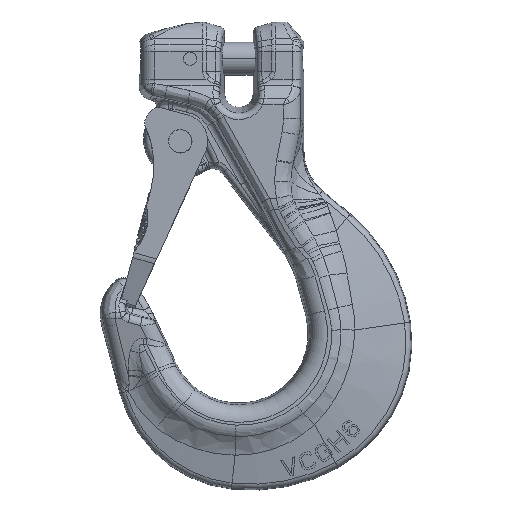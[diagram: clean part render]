
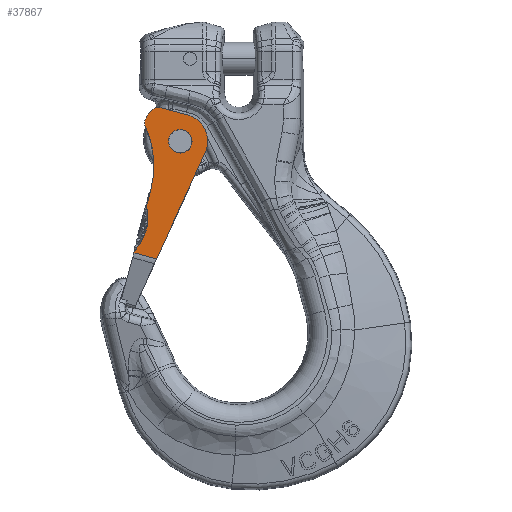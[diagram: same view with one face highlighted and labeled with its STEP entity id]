
A CAD part, top view. The second image highlights one B-rep face of the part: STEP entity #37867.
In plain terms, the highlighted face is planar.
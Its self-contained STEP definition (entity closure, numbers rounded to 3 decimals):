
#33754=CARTESIAN_POINT('',(-8.646,1.149,
10.494));
#33755=CARTESIAN_POINT('',(-8.893,1.453,
10.472));
#33756=CARTESIAN_POINT('',(-9.178,2.104,
10.447));
#33757=CARTESIAN_POINT('',(-9.171,2.815,
10.448));
#33758=CARTESIAN_POINT('',(-9.063,3.192,
10.457));
#33778=CARTESIAN_POINT('',(-8.285,5.109,
10.525));
#33779=CARTESIAN_POINT('',(-8.073,5.506,
10.544));
#33780=CARTESIAN_POINT('',(-7.503,6.056,
10.594));
#33781=CARTESIAN_POINT('',(-6.749,6.3,10.66));
#33782=CARTESIAN_POINT('',(-6.3,6.3,10.699));
#33794=CARTESIAN_POINT('',(-2.7,0.,11.014));
#33795=CARTESIAN_POINT('',(-2.7,0.318,11.014));
#33796=CARTESIAN_POINT('',(-2.585,1.006,
11.024));
#33797=CARTESIAN_POINT('',(-1.966,1.966,
11.078));
#33798=CARTESIAN_POINT('',(-1.167,2.481,
11.148));
#33799=CARTESIAN_POINT('',(-0.488,2.672,
11.207));
#33800=CARTESIAN_POINT('',(0.,2.714,11.25));
#33801=CARTESIAN_POINT('',(0.488,2.672,
11.293));
#33802=CARTESIAN_POINT('',(1.167,2.481,11.352));
#33803=CARTESIAN_POINT('',(1.966,1.966,11.422));
#33804=CARTESIAN_POINT('',(2.585,1.006,11.476));
#33805=CARTESIAN_POINT('',(2.7,0.318,11.486));
#33806=CARTESIAN_POINT('',(2.7,0.,11.486));
#33808=CARTESIAN_POINT('',(2.7,0.,11.486));
#33809=CARTESIAN_POINT('',(2.7,-0.318,11.486));
#33810=CARTESIAN_POINT('',(2.585,-1.006,
11.476));
#33811=CARTESIAN_POINT('',(1.966,-1.966,
11.422));
#33812=CARTESIAN_POINT('',(1.167,-2.481,
11.352));
#33813=CARTESIAN_POINT('',(0.488,-2.672,
11.293));
#33814=CARTESIAN_POINT('',(0.,-2.714,11.25));
#33815=CARTESIAN_POINT('',(-0.488,-2.672,
11.207));
#33816=CARTESIAN_POINT('',(-1.167,-2.481,
11.148));
#33817=CARTESIAN_POINT('',(-1.966,-1.966,
11.078));
#33818=CARTESIAN_POINT('',(-2.585,-1.006,
11.024));
#33819=CARTESIAN_POINT('',(-2.7,-0.318,11.014));
#33820=CARTESIAN_POINT('',(-2.7,0.,11.014));
#33822=DIRECTION('',(0.,1.,0.));
#33823=VECTOR('',#33822,0.397);
#33824=CARTESIAN_POINT('',(-3.6,-27.612,10.935));
#33825=LINE('',#33824,#33823);
#33826=CARTESIAN_POINT('',(-13.621,-21.825,10.058));
#33827=DIRECTION('',(0.087,0.,-0.996));
#33828=DIRECTION('',(0.996,0.,0.087));
#33829=AXIS2_PLACEMENT_3D('',#33826,#33827,#33828);
#33831=CARTESIAN_POINT('',(-13.621,-21.825,10.058));
#33832=DIRECTION('',(-0.087,0.,0.996));
#33833=DIRECTION('',(0.996,0.,0.087));
#33834=AXIS2_PLACEMENT_3D('',#33831,#33832,#33833);
#33836=DIRECTION('',(0.,1.,0.));
#33837=VECTOR('',#33836,3.384);
#33838=CARTESIAN_POINT('',(-3.6,-16.434,10.935));
#33839=LINE('',#33838,#33837);
#33840=CARTESIAN_POINT('',(-3.6,-13.05,10.935));
#33841=CARTESIAN_POINT('',(-3.6,-10.383,10.935));
#33842=CARTESIAN_POINT('',(-4.517,-5.376,
10.855));
#33843=CARTESIAN_POINT('',(-6.965,-0.917,
10.641));
#33844=CARTESIAN_POINT('',(-8.646,1.149,
10.494));
#33846=CARTESIAN_POINT('',(-9.063,3.192,
10.457));
#33847=CARTESIAN_POINT('',(-8.871,3.858,
10.474));
#33848=CARTESIAN_POINT('',(-8.611,4.497,
10.497));
#33849=CARTESIAN_POINT('',(-8.285,5.109,
10.525));
#33851=DIRECTION('',(0.996,0.,0.087));
#33852=VECTOR('',#33851,6.324);
#33853=CARTESIAN_POINT('',(-6.3,6.3,10.699));
#33854=LINE('',#33853,#33852);
#33855=CARTESIAN_POINT('',(6.215,-1.031,
11.794));
#33856=CARTESIAN_POINT('',(6.317,-0.419,
11.803));
#33857=CARTESIAN_POINT('',(6.322,0.637,
11.803));
#33858=CARTESIAN_POINT('',(5.934,2.41,11.769));
#33859=CARTESIAN_POINT('',(4.913,4.17,11.68));
#33860=CARTESIAN_POINT('',(3.343,5.463,11.542));
#33861=CARTESIAN_POINT('',(1.658,6.133,11.395));
#33862=CARTESIAN_POINT('',(0.618,6.3,11.304));
#33863=CARTESIAN_POINT('',(0.,6.3,11.25));
#33865=DIRECTION('',(0.164,0.986,0.014));
#33866=VECTOR('',#33865,27.01);
#33867=CARTESIAN_POINT('',(1.794,-27.675,
11.407));
#33868=LINE('',#33867,#33866);
#33896=DIRECTION('',(-0.996,0.011,-0.087));
#33897=VECTOR('',#33896,5.415);
#33898=CARTESIAN_POINT('',(1.794,-27.675,
11.407));
#33899=LINE('',#33898,#33897);
#37579=VERTEX_POINT('',#33778);
#37580=VERTEX_POINT('',#33782);
#37581=VERTEX_POINT('',#33754);
#37582=VERTEX_POINT('',#33758);
#37583=CARTESIAN_POINT('',(0.,6.3,11.25));
#37584=VERTEX_POINT('',#37583);
#37585=VERTEX_POINT('',#33840);
#37586=VERTEX_POINT('',#33794);
#37587=VERTEX_POINT('',#33806);
#37588=CARTESIAN_POINT('',(-2.252,-21.825,11.053));
#37589=CARTESIAN_POINT('',(-3.6,-16.434,10.935));
#37590=VERTEX_POINT('',#37588);
#37591=VERTEX_POINT('',#37589);
#37592=CARTESIAN_POINT('',(-3.6,-27.216,10.935));
#37593=VERTEX_POINT('',#37592);
#37594=VERTEX_POINT('',#33855);
#37607=CARTESIAN_POINT('',(1.794,-27.675,
11.407));
#37608=CARTESIAN_POINT('',(-3.6,-27.612,10.935));
#37609=VERTEX_POINT('',#37607);
#37610=VERTEX_POINT('',#37608);
#37834=CARTESIAN_POINT('',(0.,-29.151,11.25));
#37835=DIRECTION('',(-0.087,0.,0.996));
#37836=DIRECTION('',(0.,-1.,0.));
#37837=AXIS2_PLACEMENT_3D('',#37834,#37835,#37836);
#37838=PLANE('',#37837);
#37840=ORIENTED_EDGE('',*,*,#37839,.T.);
#37842=ORIENTED_EDGE('',*,*,#37841,.T.);
#37844=ORIENTED_EDGE('',*,*,#37843,.F.);
#37846=ORIENTED_EDGE('',*,*,#37845,.T.);
#37848=ORIENTED_EDGE('',*,*,#37847,.T.);
#37850=ORIENTED_EDGE('',*,*,#37849,.T.);
#37851=ORIENTED_EDGE('',*,*,#37789,.T.);
#37852=ORIENTED_EDGE('',*,*,#37812,.T.);
#37853=ORIENTED_EDGE('',*,*,#37826,.T.);
#37854=ORIENTED_EDGE('',*,*,#37737,.T.);
#37856=ORIENTED_EDGE('',*,*,#37855,.F.);
#37858=ORIENTED_EDGE('',*,*,#37857,.F.);
#37859=EDGE_LOOP('',(#37840,#37842,#37844,#37846,#37848,#37850,#37851,#37852,
#37853,#37854,#37856,#37858));
#37860=FACE_OUTER_BOUND('',#37859,.F.);
#37862=ORIENTED_EDGE('',*,*,#37861,.F.);
#37864=ORIENTED_EDGE('',*,*,#37863,.F.);
#37865=EDGE_LOOP('',(#37862,#37864));
#37866=FACE_BOUND('',#37865,.F.);
#37867=ADVANCED_FACE('',(#37860,#37866),#37838,.T.);
#33759=B_SPLINE_CURVE_WITH_KNOTS('',3,(#33754,#33755,#33756,#33757,#33758),
.UNSPECIFIED.,.F.,.F.,(4,1,4),(0.,0.5,1.),.UNSPECIFIED.);
#33783=B_SPLINE_CURVE_WITH_KNOTS('',3,(#33778,#33779,#33780,#33781,#33782),
.UNSPECIFIED.,.F.,.F.,(4,1,4),(0.,0.5,1.),.UNSPECIFIED.);
#33807=B_SPLINE_CURVE_WITH_KNOTS('',3,(#33794,#33795,#33796,#33797,#33798,
#33799,#33800,#33801,#33802,#33803,#33804,#33805,#33806),.UNSPECIFIED.,.F.,.F.,(
4,1,1,1,1,1,1,1,1,1,4),(0.,0.125,0.25,0.375,0.438,0.5,0.563,
0.625,0.75,0.875,1.),.UNSPECIFIED.);
#33821=B_SPLINE_CURVE_WITH_KNOTS('',3,(#33808,#33809,#33810,#33811,#33812,
#33813,#33814,#33815,#33816,#33817,#33818,#33819,#33820),.UNSPECIFIED.,.F.,.F.,(
4,1,1,1,1,1,1,1,1,1,4),(0.,0.125,0.25,0.375,0.438,0.5,0.563,
0.625,0.75,0.875,1.),.UNSPECIFIED.);
#33830=CIRCLE('',#33829,11.412);
#33835=CIRCLE('',#33834,11.412);
#33845=B_SPLINE_CURVE_WITH_KNOTS('',3,(#33840,#33841,#33842,#33843,#33844),
.UNSPECIFIED.,.F.,.F.,(4,1,4),(0.,0.5,1.),.UNSPECIFIED.);
#33850=B_SPLINE_CURVE_WITH_KNOTS('',3,(#33846,#33847,#33848,#33849),
.UNSPECIFIED.,.F.,.F.,(4,4),(0.,1.),.UNSPECIFIED.);
#33864=B_SPLINE_CURVE_WITH_KNOTS('',3,(#33855,#33856,#33857,#33858,#33859,
#33860,#33861,#33862,#33863),.UNSPECIFIED.,.F.,.F.,(4,1,1,1,1,1,4),(0.,
0.125,0.25,0.5,0.75,0.875,1.),.UNSPECIFIED.);
#37737=EDGE_CURVE('',#37580,#37584,#33854,.T.);
#37789=EDGE_CURVE('',#37581,#37582,#33759,.T.);
#37812=EDGE_CURVE('',#37582,#37579,#33850,.T.);
#37826=EDGE_CURVE('',#37579,#37580,#33783,.T.);
#37839=EDGE_CURVE('',#37609,#37610,#33899,.T.);
#37841=EDGE_CURVE('',#37610,#37593,#33825,.T.);
#37843=EDGE_CURVE('',#37590,#37593,#33830,.T.);
#37845=EDGE_CURVE('',#37590,#37591,#33835,.T.);
#37847=EDGE_CURVE('',#37591,#37585,#33839,.T.);
#37849=EDGE_CURVE('',#37585,#37581,#33845,.T.);
#37855=EDGE_CURVE('',#37594,#37584,#33864,.T.);
#37857=EDGE_CURVE('',#37609,#37594,#33868,.T.);
#37861=EDGE_CURVE('',#37586,#37587,#33807,.T.);
#37863=EDGE_CURVE('',#37587,#37586,#33821,.T.);
